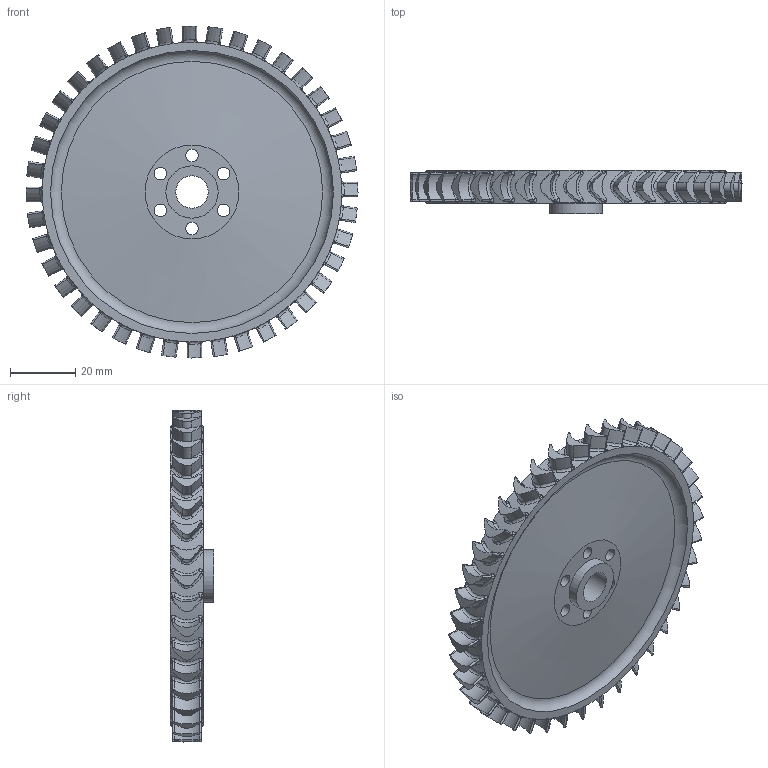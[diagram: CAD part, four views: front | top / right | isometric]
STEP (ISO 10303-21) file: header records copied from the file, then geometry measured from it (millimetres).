
FILE_DESCRIPTION(/* description */ (''),/* implementation_level */ '2;1');
FILE_NAME(/* name */ 'TRBP_FullPowerRotor.stp',/* time_stamp */ '2025-02-01T14:28:34-05:00',/* author */ (''),/* organization */ (''),/* preprocessor_version */ 'ST-DEVELOPER v18.102',/* originating_system */ 'SIEMENS PLM Software NX 2027',/* authorisation */ '');
FILE_SCHEMA (('AUTOMOTIVE_DESIGN { 1 0 10303 214 3 1 1 1 }'));
Length unit declared in the file: inch
Products named in the file (1): TRBP_FullPowerRotor
Bounding box: 101.6 x 13.18 x 101.6 mm (x, y, z)
Volume: 54533.9 mm3; surface area: 21856.5 mm2
Topology: 1 solids, 1 shells, 737 faces, 1801 edges, 1069 vertices
Faces by surface type: bspline 400, cylinder 328, plane 5, cone 2, torus 2
Full cylindrical faces by diameter (mm): 3.81 x6, 9.906 x1, 16.002 x1
Entity records: 32128 total; most frequent: CARTESIAN_POINT 17822, ORIENTED_EDGE 3564, DIRECTION 2240, EDGE_CURVE 1782, VERTEX_POINT 1062, AXIS2_PLACEMENT_3D 1000, B_SPLINE_CURVE_WITH_KNOTS 880, EDGE_LOOP 766
